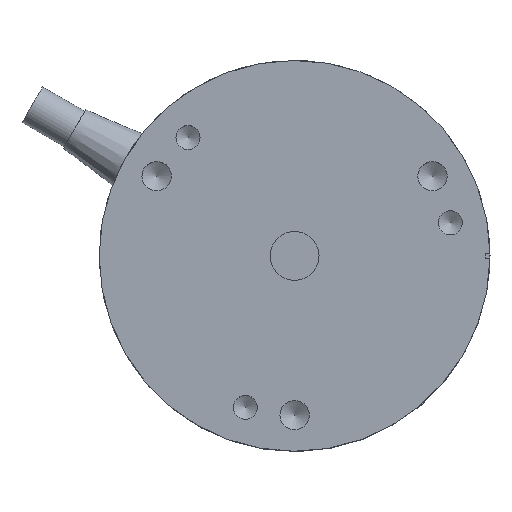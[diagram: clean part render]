
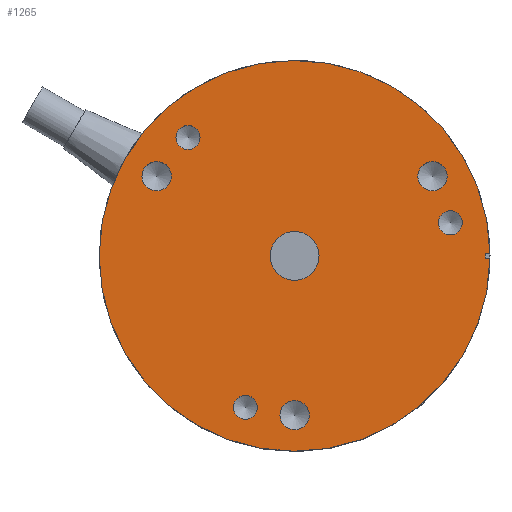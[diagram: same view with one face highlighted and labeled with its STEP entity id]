
A CAD part, top view. The second image highlights one B-rep face of the part: STEP entity #1265.
In plain terms, the highlighted planar face has unit normal (0, 0, 1).
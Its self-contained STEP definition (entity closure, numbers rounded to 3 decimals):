
#295=CARTESIAN_POINT('',(2.5,0.0,18.5));
#296=VERTEX_POINT('',#295);
#297=CARTESIAN_POINT('',(0.0,0.0,18.5));
#298=DIRECTION('',(0.0,0.0,-1.0));
#299=DIRECTION('',(1.0,0.0,0.0));
#300=AXIS2_PLACEMENT_3D('',#297,#298,#299);
#301=CIRCLE('',#300,2.5);
#302=EDGE_CURVE('',#296,#296,#301,.T.);
#349=CARTESIAN_POINT('',(-9.677,12.113,18.5));
#350=VERTEX_POINT('',#349);
#351=CARTESIAN_POINT('',(-10.907,12.113,18.5));
#352=DIRECTION('',(0.0,0.0,-1.0));
#353=DIRECTION('',(1.0,0.0,0.0));
#354=AXIS2_PLACEMENT_3D('',#351,#352,#353);
#355=CIRCLE('',#354,1.23);
#356=EDGE_CURVE('',#350,#350,#355,.T.);
#386=CARTESIAN_POINT('',(17.173,3.389,18.5));
#387=VERTEX_POINT('',#386);
#388=CARTESIAN_POINT('',(15.944,3.389,18.5));
#389=DIRECTION('',(0.0,0.0,-1.0));
#390=DIRECTION('',(1.0,0.0,0.0));
#391=AXIS2_PLACEMENT_3D('',#388,#389,#390);
#392=CIRCLE('',#391,1.23);
#393=EDGE_CURVE('',#387,#387,#392,.T.);
#423=CARTESIAN_POINT('',(-3.807,-15.502,18.5));
#424=VERTEX_POINT('',#423);
#425=CARTESIAN_POINT('',(-5.037,-15.502,18.5));
#426=DIRECTION('',(0.0,0.0,-1.0));
#427=DIRECTION('',(1.0,0.0,0.0));
#428=AXIS2_PLACEMENT_3D('',#425,#426,#427);
#429=CIRCLE('',#428,1.23);
#430=EDGE_CURVE('',#424,#424,#429,.T.);
#460=CARTESIAN_POINT('',(-12.616,8.15,18.5));
#461=VERTEX_POINT('',#460);
#462=CARTESIAN_POINT('',(-14.116,8.15,18.5));
#463=DIRECTION('',(0.0,0.0,-1.0));
#464=DIRECTION('',(1.0,0.0,0.0));
#465=AXIS2_PLACEMENT_3D('',#462,#463,#464);
#466=CIRCLE('',#465,1.5);
#467=EDGE_CURVE('',#461,#461,#466,.T.);
#497=CARTESIAN_POINT('',(15.616,8.15,18.5));
#498=VERTEX_POINT('',#497);
#499=CARTESIAN_POINT('',(14.116,8.15,18.5));
#500=DIRECTION('',(0.0,0.0,-1.0));
#501=DIRECTION('',(1.0,0.0,0.0));
#502=AXIS2_PLACEMENT_3D('',#499,#500,#501);
#503=CIRCLE('',#502,1.5);
#504=EDGE_CURVE('',#498,#498,#503,.T.);
#534=CARTESIAN_POINT('',(1.5,-16.3,18.5));
#535=VERTEX_POINT('',#534);
#536=CARTESIAN_POINT('',(0.0,-16.3,18.5));
#537=DIRECTION('',(0.0,0.0,-1.0));
#538=DIRECTION('',(1.0,0.0,0.0));
#539=AXIS2_PLACEMENT_3D('',#536,#537,#538);
#540=CIRCLE('',#539,1.5);
#541=EDGE_CURVE('',#535,#535,#540,.T.);
#1086=CARTESIAN_POINT('',(19.998,0.25,18.5));
#1087=VERTEX_POINT('',#1086);
#1096=CARTESIAN_POINT('',(19.5,0.25,18.5));
#1097=VERTEX_POINT('',#1096);
#1098=CARTESIAN_POINT('',(19.5,0.25,18.5));
#1099=DIRECTION('',(1.0,0.0,0.0));
#1100=VECTOR('',#1099,0.498);
#1101=LINE('',#1098,#1100);
#1102=EDGE_CURVE('',#1097,#1087,#1101,.T.);
#1128=CARTESIAN_POINT('',(19.998,-0.25,18.5));
#1129=VERTEX_POINT('',#1128);
#1144=CARTESIAN_POINT('',(19.5,-0.25,18.5));
#1145=VERTEX_POINT('',#1144);
#1152=CARTESIAN_POINT('',(19.998,-0.25,18.5));
#1153=DIRECTION('',(-1.0,0.0,0.0));
#1154=VECTOR('',#1153,0.498);
#1155=LINE('',#1152,#1154);
#1156=EDGE_CURVE('',#1129,#1145,#1155,.T.);
#1192=CARTESIAN_POINT('',(19.5,-0.25,18.5));
#1193=DIRECTION('',(0.0,1.0,0.0));
#1194=VECTOR('',#1193,0.5);
#1195=LINE('',#1192,#1194);
#1196=EDGE_CURVE('',#1145,#1097,#1195,.T.);
#1227=CARTESIAN_POINT('',(0.0,0.0,18.5));
#1228=DIRECTION('',(0.0,0.0,-1.0));
#1229=DIRECTION('',(-1.0,0.0,0.0));
#1230=AXIS2_PLACEMENT_3D('',#1227,#1228,#1229);
#1231=PLANE('',#1230);
#1232=ORIENTED_EDGE('',*,*,#1156,.T.);
#1233=ORIENTED_EDGE('',*,*,#1196,.T.);
#1234=ORIENTED_EDGE('',*,*,#1102,.T.);
#1235=CARTESIAN_POINT('',(0.0,0.0,18.5));
#1236=DIRECTION('',(0.0,0.0,-1.0));
#1237=DIRECTION('',(-1.0,0.0,0.0));
#1238=AXIS2_PLACEMENT_3D('',#1235,#1236,#1237);
#1239=CIRCLE('',#1238,20.0);
#1240=EDGE_CURVE('',#1129,#1087,#1239,.T.);
#1241=ORIENTED_EDGE('',*,*,#1240,.F.);
#1242=EDGE_LOOP('',(#1232,#1233,#1234,#1241));
#1243=FACE_OUTER_BOUND('',#1242,.T.);
#1244=ORIENTED_EDGE('',*,*,#302,.T.);
#1245=EDGE_LOOP('',(#1244));
#1246=FACE_BOUND('',#1245,.T.);
#1247=ORIENTED_EDGE('',*,*,#356,.T.);
#1248=EDGE_LOOP('',(#1247));
#1249=FACE_BOUND('',#1248,.T.);
#1250=ORIENTED_EDGE('',*,*,#393,.T.);
#1251=EDGE_LOOP('',(#1250));
#1252=FACE_BOUND('',#1251,.T.);
#1253=ORIENTED_EDGE('',*,*,#430,.T.);
#1254=EDGE_LOOP('',(#1253));
#1255=FACE_BOUND('',#1254,.T.);
#1256=ORIENTED_EDGE('',*,*,#467,.T.);
#1257=EDGE_LOOP('',(#1256));
#1258=FACE_BOUND('',#1257,.T.);
#1259=ORIENTED_EDGE('',*,*,#504,.T.);
#1260=EDGE_LOOP('',(#1259));
#1261=FACE_BOUND('',#1260,.T.);
#1262=ORIENTED_EDGE('',*,*,#541,.T.);
#1263=EDGE_LOOP('',(#1262));
#1264=FACE_BOUND('',#1263,.T.);
#1265=ADVANCED_FACE('',(#1243,#1246,#1249,#1252,#1255,#1258,#1261,#1264),#1231,.F.);
